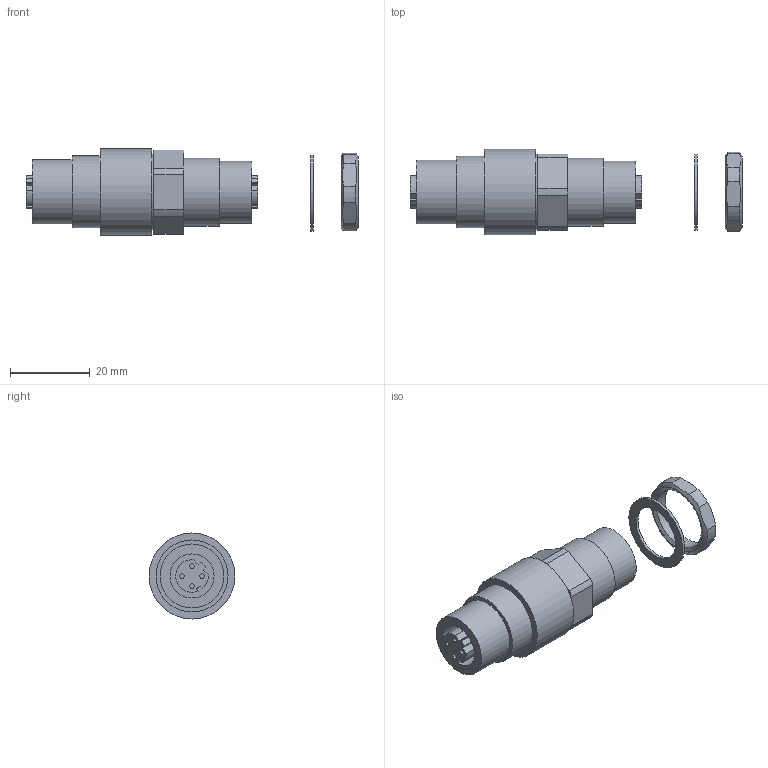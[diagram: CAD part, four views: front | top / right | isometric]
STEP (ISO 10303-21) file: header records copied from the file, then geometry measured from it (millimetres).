
FILE_DESCRIPTION(/* description */ (''),/* implementation_level */ '2;1');
FILE_NAME(/* name */ 'IE-WAKSY4-IE-WAKSY4.stp',/* time_stamp */ '2016-08-15T13:59:45+02:00',/* author */ (''),/* organization */ (''),/* preprocessor_version */ 'ST-DEVELOPER v16',/* originating_system */ 'SIEMENS PLM Software NX 10.0',/* authorisation */ '');
FILE_SCHEMA (('AUTOMOTIVE_DESIGN { 1 0 10303 214 3 1 1 1 }'));
Length unit declared in the file: millimetre
Products named in the file (1): IE-WAKSY4-IE-WAKSY4
Bounding box: 83 x 21.5 x 21.5 mm (x, y, z)
Volume: 14182.4 mm3; surface area: 6177.4 mm2
Topology: 3 solids, 3 shells, 107 faces, 251 edges, 167 vertices
Faces by surface type: plane 54, cylinder 49, cone 4
Full cylindrical faces by diameter (mm): 1.15 x8, 11 x1, 12.4 x1, 14 x1, 15.5 x1, 15.9 x1, 16 x1, 17 x1, 18 x1, 19 x2, 21.5 x1
Entity records: 2947 total; most frequent: DIRECTION 529, CARTESIAN_POINT 514, ORIENTED_EDGE 440, EDGE_CURVE 220, AXIS2_PLACEMENT_3D 214, VERTEX_POINT 159, EDGE_LOOP 151, ADVANCED_FACE 107
